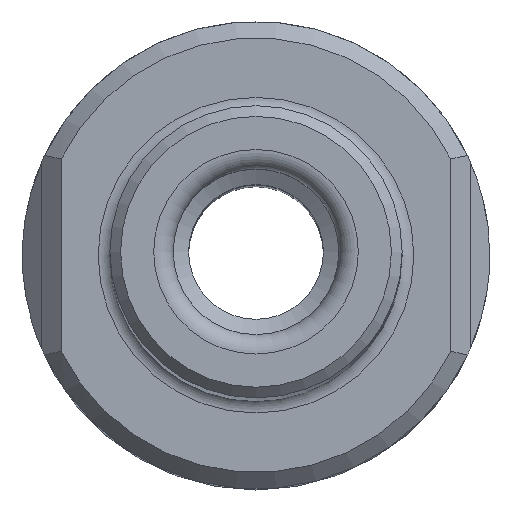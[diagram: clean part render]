
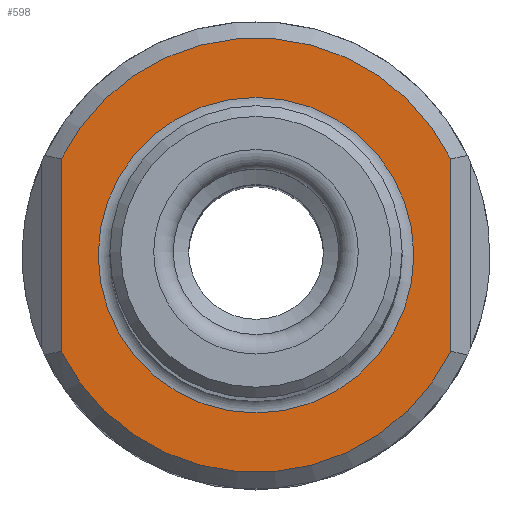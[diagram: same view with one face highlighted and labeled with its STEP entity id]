
A CAD part, top view. The second image highlights one B-rep face of the part: STEP entity #598.
In plain terms, the highlighted planar face has unit normal (0, 0, 1).
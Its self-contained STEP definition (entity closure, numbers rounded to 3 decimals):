
#27=PLANE('',#647);
#40=LINE('',#868,#50);
#41=LINE('',#873,#51);
#50=VECTOR('',#736,1000.);
#51=VECTOR('',#739,1000.);
#90=ORIENTED_EDGE('',*,*,#179,.F.);
#91=ORIENTED_EDGE('',*,*,#180,.F.);
#92=ORIENTED_EDGE('',*,*,#181,.T.);
#93=ORIENTED_EDGE('',*,*,#182,.F.);
#94=ORIENTED_EDGE('',*,*,#183,.T.);
#179=EDGE_CURVE('',#224,#224,#251,.T.);
#180=EDGE_CURVE('',#225,#226,#40,.T.);
#181=EDGE_CURVE('',#225,#227,#252,.F.);
#182=EDGE_CURVE('',#228,#227,#41,.T.);
#183=EDGE_CURVE('',#228,#226,#253,.F.);
#224=VERTEX_POINT('',#867);
#225=VERTEX_POINT('',#869);
#226=VERTEX_POINT('',#870);
#227=VERTEX_POINT('',#872);
#228=VERTEX_POINT('',#874);
#251=CIRCLE('',#648,8.1);
#252=CIRCLE('',#649,11.15);
#253=CIRCLE('',#650,11.15);
#276=EDGE_LOOP('',(#90));
#277=EDGE_LOOP('',(#91,#92,#93,#94));
#328=FACE_BOUND('',#276,.T.);
#329=FACE_BOUND('',#277,.T.);
#598=ADVANCED_FACE('',(#328,#329),#27,.F.);
#647=AXIS2_PLACEMENT_3D('',#865,#732,#733);
#648=AXIS2_PLACEMENT_3D('',#866,#734,#735);
#649=AXIS2_PLACEMENT_3D('',#871,#737,#738);
#650=AXIS2_PLACEMENT_3D('',#875,#740,#741);
#732=DIRECTION('',(0.,0.,-1.));
#733=DIRECTION('',(-1.,0.,0.));
#734=DIRECTION('',(0.,0.,1.));
#735=DIRECTION('',(1.,0.,0.));
#736=DIRECTION('',(0.,-1.,0.));
#737=DIRECTION('',(0.,0.,-1.));
#738=DIRECTION('',(-1.,0.,0.));
#739=DIRECTION('',(0.,1.,0.));
#740=DIRECTION('',(0.,0.,-1.));
#741=DIRECTION('',(-1.,0.,0.));
#865=CARTESIAN_POINT('',(12.,0.,42.5));
#866=CARTESIAN_POINT('',(0.,0.,42.5));
#867=CARTESIAN_POINT('',(8.1,0.,42.5));
#868=CARTESIAN_POINT('',(10.,0.,42.5));
#869=CARTESIAN_POINT('',(10.,4.932,42.5));
#870=CARTESIAN_POINT('',(10.,-4.932,42.5));
#871=CARTESIAN_POINT('',(0.,0.,42.5));
#872=CARTESIAN_POINT('',(-10.,4.932,42.5));
#873=CARTESIAN_POINT('',(-10.,0.,42.5));
#874=CARTESIAN_POINT('',(-10.,-4.932,42.5));
#875=CARTESIAN_POINT('',(0.,0.,42.5));
